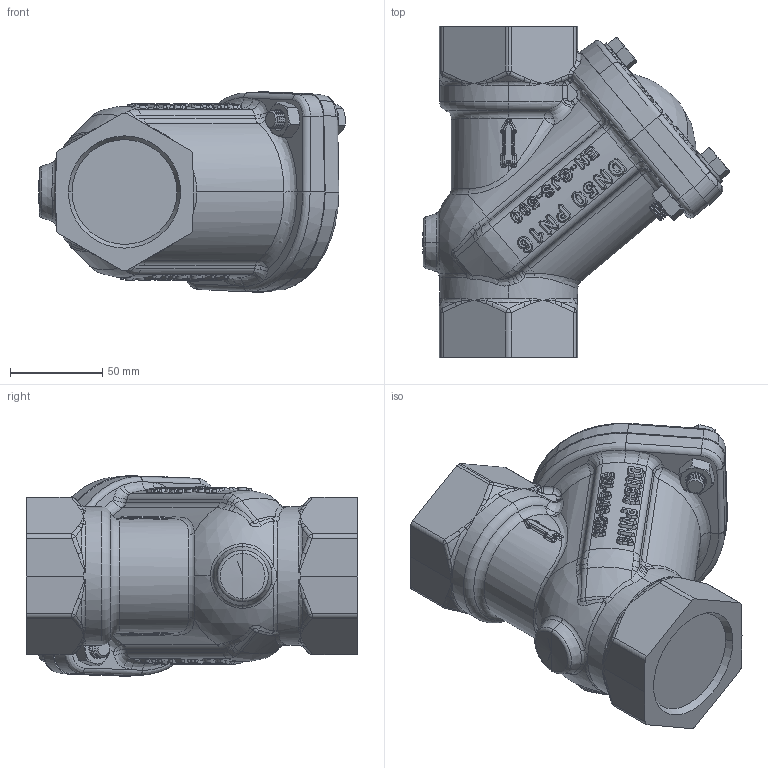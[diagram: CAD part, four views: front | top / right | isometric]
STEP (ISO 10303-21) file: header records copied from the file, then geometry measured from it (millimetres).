
FILE_DESCRIPTION (( 'STEP AP214' ), '1' );
FILE_NAME ('VALV RET BOLA UR DN50x2 PN16.STEP', '2014-09-30T16:15:44', ( '' ), ( '' ), 'SwSTEP 2.0', 'SolidWorks 2014', '' );
FILE_SCHEMA (( 'AUTOMOTIVE_DESIGN' ));
Length unit declared in the file: millimetre
Products named in the file (1): VALV RET BOLA UR DN50x2 PN16
Bounding box: 166.62 x 180 x 109 mm (x, y, z)
Volume: 1318048.9 mm3; surface area: 99553.3 mm2
Topology: 1 solids, 2 shells, 1688 faces, 4294 edges, 2643 vertices
Faces by surface type: bspline 888, cone 281, cylinder 238, plane 191, torus 48, sphere 42
Entity records: 132757 total; most frequent: CARTESIAN_POINT 81013, ORIENTED_EDGE 8492, DIRECTION 4393, EDGE_CURVE 4246, VERTEX_POINT 2643, B_SPLINE_CURVE_WITH_KNOTS 2415, AXIS2_PLACEMENT_3D 1827, EDGE_LOOP 1773
